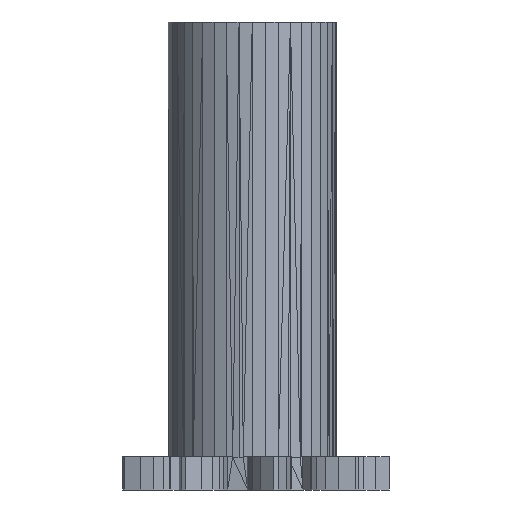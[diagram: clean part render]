
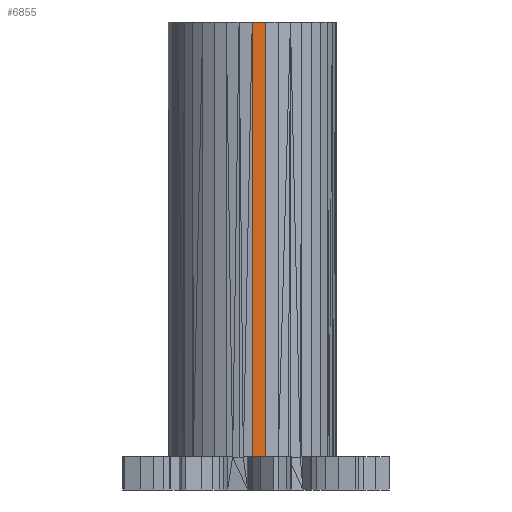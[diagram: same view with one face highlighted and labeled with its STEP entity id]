
A CAD part, front view. The second image highlights one B-rep face of the part: STEP entity #6855.
In plain terms, the highlighted planar face has unit normal (0.079, -0.997, 0).
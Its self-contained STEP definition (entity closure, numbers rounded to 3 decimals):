
#814 = PLANE('',#815);
#815 = AXIS2_PLACEMENT_3D('',#816,#817,#818);
#816 = CARTESIAN_POINT('',(-5.303,-5.303,
    0.));
#817 = DIRECTION('',(0.,0.,1.));
#818 = DIRECTION('',(0.,1.,0.));
#1018 = VERTEX_POINT('',#1019);
#1019 = CARTESIAN_POINT('',(0.,-7.5,0.));
#1045 = EDGE_CURVE('',#1046,#1018,#1048,.T.);
#1046 = VERTEX_POINT('',#1047);
#1047 = CARTESIAN_POINT('',(1.173,-7.408,
    0.));
#1048 = SURFACE_CURVE('',#1049,(#1053,#1060),.PCURVE_S1.);
#1049 = LINE('',#1050,#1051);
#1050 = CARTESIAN_POINT('',(1.173,-7.408,
    0.));
#1051 = VECTOR('',#1052,1.);
#1052 = DIRECTION('',(-0.997,-0.078,
    0.));
#1053 = PCURVE('',#814,#1054);
#1054 = DEFINITIONAL_REPRESENTATION('',(#1055),#1059);
#1055 = LINE('',#1056,#1057);
#1056 = CARTESIAN_POINT('',(-2.104,-6.477));
#1057 = VECTOR('',#1058,1.);
#1058 = DIRECTION('',(-0.078,0.997));
#1059 = ( GEOMETRIC_REPRESENTATION_CONTEXT(2) 
PARAMETRIC_REPRESENTATION_CONTEXT() REPRESENTATION_CONTEXT('2D SPACE',''
  ) );
#1060 = PCURVE('',#1061,#1066);
#1061 = PLANE('',#1062);
#1062 = AXIS2_PLACEMENT_3D('',#1063,#1064,#1065);
#1063 = CARTESIAN_POINT('',(0.587,-7.454,
    -19.369));
#1064 = DIRECTION('',(-0.078,0.997,0.));
#1065 = DIRECTION('',(0.997,0.078,0.));
#1066 = DEFINITIONAL_REPRESENTATION('',(#1067),#1071);
#1067 = LINE('',#1068,#1069);
#1068 = CARTESIAN_POINT('',(0.588,-19.369));
#1069 = VECTOR('',#1070,1.);
#1070 = DIRECTION('',(-1.,0.));
#1071 = ( GEOMETRIC_REPRESENTATION_CONTEXT(2) 
PARAMETRIC_REPRESENTATION_CONTEXT() REPRESENTATION_CONTEXT('2D SPACE',''
  ) );
#1089 = PLANE('',#1090);
#1090 = AXIS2_PLACEMENT_3D('',#1091,#1092,#1093);
#1091 = CARTESIAN_POINT('',(1.173,-7.408,
    0.));
#1092 = DIRECTION('',(0.233,-0.972,0.));
#1093 = DIRECTION('',(-0.972,-0.233,0.));
#2676 = PLANE('',#2677);
#2677 = AXIS2_PLACEMENT_3D('',#2678,#2679,#2680);
#2678 = CARTESIAN_POINT('',(-0.201,-7.484,
    -19.566));
#2679 = DIRECTION('',(0.078,0.997,
    0.));
#2680 = DIRECTION('',(0.997,-0.078,0.));
#2718 = VERTEX_POINT('',#2719);
#2719 = CARTESIAN_POINT('',(0.,-7.5,-38.737));
#2732 = PLANE('',#2733);
#2733 = AXIS2_PLACEMENT_3D('',#2734,#2735,#2736);
#2734 = CARTESIAN_POINT('',(1.173,-7.408,
    -38.737));
#2735 = DIRECTION('',(0.,0.,1.));
#2736 = DIRECTION('',(1.,0.,0.));
#2744 = EDGE_CURVE('',#1018,#2718,#2745,.T.);
#2745 = SURFACE_CURVE('',#2746,(#2750,#2756),.PCURVE_S1.);
#2746 = LINE('',#2747,#2748);
#2747 = CARTESIAN_POINT('',(0.,-7.5,0.));
#2748 = VECTOR('',#2749,1.);
#2749 = DIRECTION('',(0.,0.,-1.));
#2750 = PCURVE('',#2676,#2751);
#2751 = DEFINITIONAL_REPRESENTATION('',(#2752),#2755);
#2752 = B_SPLINE_CURVE_WITH_KNOTS('',1,(#2753,#2754),.UNSPECIFIED.,.F.,
  .F.,(2,2),(0.,38.737),.PIECEWISE_BEZIER_KNOTS.);
#2753 = CARTESIAN_POINT('',(0.202,-19.566));
#2754 = CARTESIAN_POINT('',(0.202,19.171));
#2755 = ( GEOMETRIC_REPRESENTATION_CONTEXT(2) 
PARAMETRIC_REPRESENTATION_CONTEXT() REPRESENTATION_CONTEXT('2D SPACE',''
  ) );
#2756 = PCURVE('',#1061,#2757);
#2757 = DEFINITIONAL_REPRESENTATION('',(#2758),#2762);
#2758 = LINE('',#2759,#2760);
#2759 = CARTESIAN_POINT('',(-0.588,-19.369));
#2760 = VECTOR('',#2761,1.);
#2761 = DIRECTION('',(0.,1.));
#2762 = ( GEOMETRIC_REPRESENTATION_CONTEXT(2) 
PARAMETRIC_REPRESENTATION_CONTEXT() REPRESENTATION_CONTEXT('2D SPACE',''
  ) );
#6855 = ADVANCED_FACE('',(#6856),#1061,.F.);
#6856 = FACE_BOUND('',#6857,.T.);
#6857 = EDGE_LOOP('',(#6858,#6859,#6860,#6883));
#6858 = ORIENTED_EDGE('',*,*,#1045,.T.);
#6859 = ORIENTED_EDGE('',*,*,#2744,.T.);
#6860 = ORIENTED_EDGE('',*,*,#6861,.F.);
#6861 = EDGE_CURVE('',#6862,#2718,#6864,.T.);
#6862 = VERTEX_POINT('',#6863);
#6863 = CARTESIAN_POINT('',(1.173,-7.408,
    -38.737));
#6864 = SURFACE_CURVE('',#6865,(#6869,#6876),.PCURVE_S1.);
#6865 = LINE('',#6866,#6867);
#6866 = CARTESIAN_POINT('',(1.173,-7.408,
    -38.737));
#6867 = VECTOR('',#6868,1.);
#6868 = DIRECTION('',(-0.997,-0.078,0.));
#6869 = PCURVE('',#1061,#6870);
#6870 = DEFINITIONAL_REPRESENTATION('',(#6871),#6875);
#6871 = LINE('',#6872,#6873);
#6872 = CARTESIAN_POINT('',(0.588,19.369));
#6873 = VECTOR('',#6874,1.);
#6874 = DIRECTION('',(-1.,0.));
#6875 = ( GEOMETRIC_REPRESENTATION_CONTEXT(2) 
PARAMETRIC_REPRESENTATION_CONTEXT() REPRESENTATION_CONTEXT('2D SPACE',''
  ) );
#6876 = PCURVE('',#2732,#6877);
#6877 = DEFINITIONAL_REPRESENTATION('',(#6878),#6882);
#6878 = LINE('',#6879,#6880);
#6879 = CARTESIAN_POINT('',(0.,0.));
#6880 = VECTOR('',#6881,1.);
#6881 = DIRECTION('',(-0.997,-0.078));
#6882 = ( GEOMETRIC_REPRESENTATION_CONTEXT(2) 
PARAMETRIC_REPRESENTATION_CONTEXT() REPRESENTATION_CONTEXT('2D SPACE',''
  ) );
#6883 = ORIENTED_EDGE('',*,*,#6884,.T.);
#6884 = EDGE_CURVE('',#6862,#1046,#6885,.T.);
#6885 = SURFACE_CURVE('',#6886,(#6890,#6897),.PCURVE_S1.);
#6886 = LINE('',#6887,#6888);
#6887 = CARTESIAN_POINT('',(1.173,-7.408,
    -38.737));
#6888 = VECTOR('',#6889,1.);
#6889 = DIRECTION('',(0.,0.,1.));
#6890 = PCURVE('',#1061,#6891);
#6891 = DEFINITIONAL_REPRESENTATION('',(#6892),#6896);
#6892 = LINE('',#6893,#6894);
#6893 = CARTESIAN_POINT('',(0.588,19.369));
#6894 = VECTOR('',#6895,1.);
#6895 = DIRECTION('',(0.,-1.));
#6896 = ( GEOMETRIC_REPRESENTATION_CONTEXT(2) 
PARAMETRIC_REPRESENTATION_CONTEXT() REPRESENTATION_CONTEXT('2D SPACE',''
  ) );
#6897 = PCURVE('',#1089,#6898);
#6898 = DEFINITIONAL_REPRESENTATION('',(#6899),#6903);
#6899 = LINE('',#6900,#6901);
#6900 = CARTESIAN_POINT('',(0.,38.737));
#6901 = VECTOR('',#6902,1.);
#6902 = DIRECTION('',(0.,-1.));
#6903 = ( GEOMETRIC_REPRESENTATION_CONTEXT(2) 
PARAMETRIC_REPRESENTATION_CONTEXT() REPRESENTATION_CONTEXT('2D SPACE',''
  ) );
